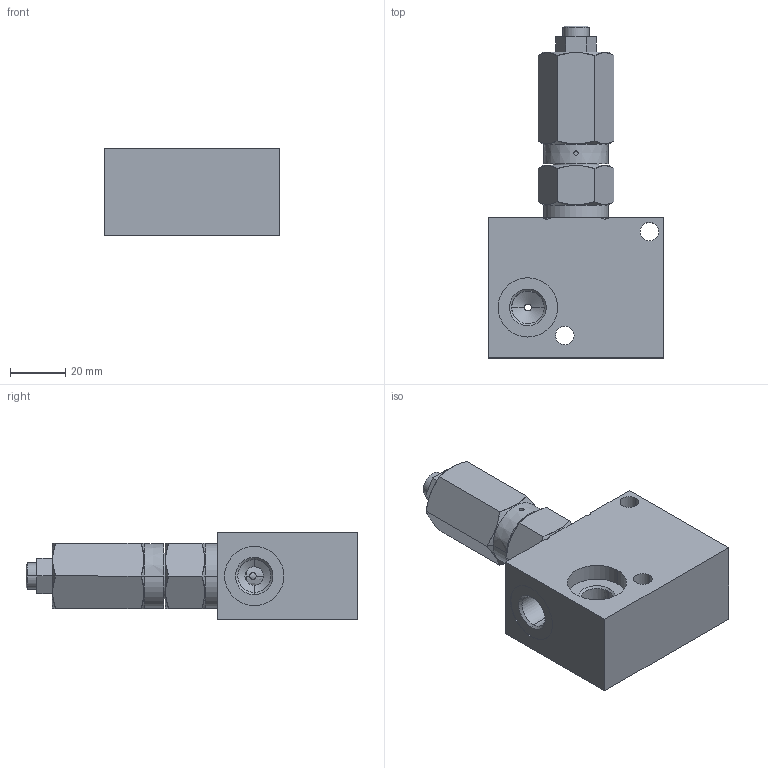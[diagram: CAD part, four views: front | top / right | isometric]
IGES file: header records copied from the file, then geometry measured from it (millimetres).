
Start section:  PTC IGES file: ilcm47044003.igs
Global section: file name: ilcm47044003.igs; native system: Creo Parametric by Parametric Technology Corporation; preprocessor: 2013320; author: dg; organization: Unknown; date: 20140707.091018; units: millimetre
Bounding box: 63.5 x 120.29 x 31.75 mm (x, y, z)
Surface area: 26535.2 mm2 (no closed solid volume)
Topology: 0 solids, 0 shells, 176 faces, 824 edges, 820 vertices
Faces by surface type: revolution 118, bspline 58
